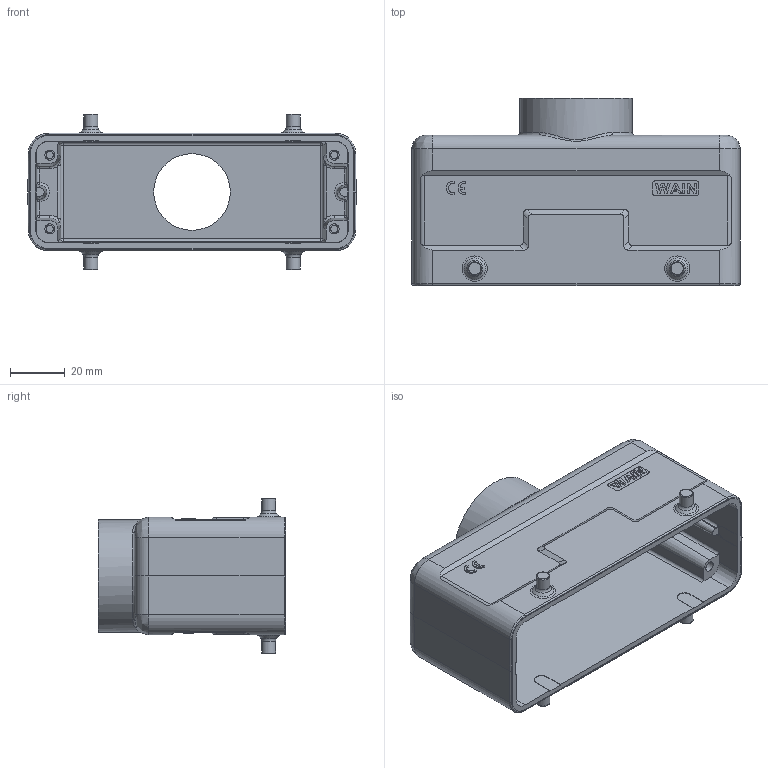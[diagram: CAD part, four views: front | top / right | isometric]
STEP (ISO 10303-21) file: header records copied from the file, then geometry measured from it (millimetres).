
FILE_DESCRIPTION(/* description */ (''),/* implementation_level */ '2;1');
FILE_NAME(/* name */ '3D_1111244301001_W24B-TE-4B-M25_V1.0_stp.stp',/* time_stamp */ '2023-11-30T10:35:14+08:00',/* author */ (''),/* organization */ (''),/* preprocessor_version */ 'ST-DEVELOPER v18.1',/* originating_system */ 'SIEMENS PLM Software NX 1980',/* authorisation */ '');
FILE_SCHEMA (('AUTOMOTIVE_DESIGN { 1 0 10303 214 3 1 1 1 }'));
Length unit declared in the file: millimetre
Products named in the file (1): 3D_1111244301001_W24B-TE-4B-M25_V1.0_stp
Bounding box: 120 x 68.5 x 57 mm (x, y, z)
Volume: 77552.3 mm3; surface area: 44763.2 mm2
Topology: 1 solids, 1 shells, 375 faces, 944 edges, 584 vertices
Faces by surface type: plane 198, cylinder 108, torus 24, sphere 16, cone 15, bspline 14
Full cylindrical faces by diameter (mm): 2.7 x4, 3.701 x4, 5 x4, 28 x1, 30.5 x1, 41 x1
Entity records: 11345 total; most frequent: CARTESIAN_POINT 2345, DIRECTION 1874, ORIENTED_EDGE 1768, EDGE_CURVE 884, AXIS2_PLACEMENT_3D 645, LINE 584, VECTOR 584, VERTEX_POINT 572
